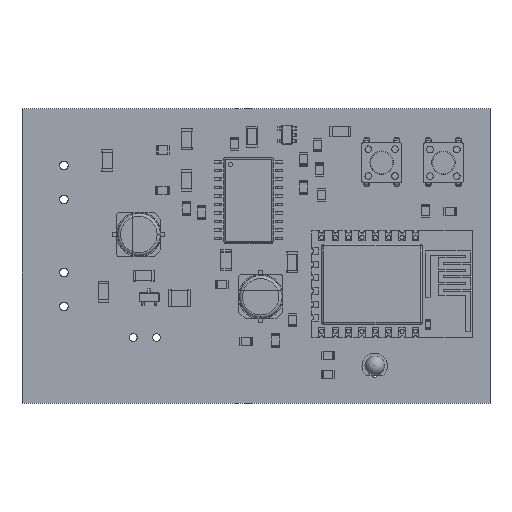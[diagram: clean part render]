
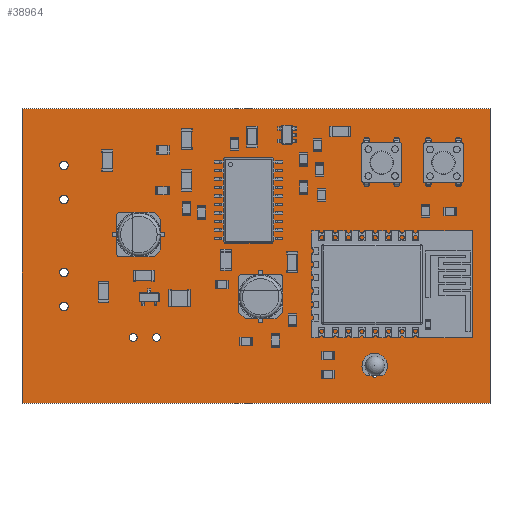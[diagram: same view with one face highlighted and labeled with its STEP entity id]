
A CAD part, top view. The second image highlights one B-rep face of the part: STEP entity #38964.
In plain terms, the highlighted planar face has unit normal (0, 0, 1).
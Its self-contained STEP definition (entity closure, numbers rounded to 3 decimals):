
#38676 = VERTEX_POINT('',#38677);
#38677 = CARTESIAN_POINT('',(210.793,-111.742,1.6));
#38683 = EDGE_CURVE('',#38676,#38684,#38686,.T.);
#38684 = VERTEX_POINT('',#38685);
#38685 = CARTESIAN_POINT('',(140.793,-111.742,1.6));
#38686 = LINE('',#38687,#38688);
#38687 = CARTESIAN_POINT('',(210.793,-111.742,1.6));
#38688 = VECTOR('',#38689,1.);
#38689 = DIRECTION('',(-1.,0.,0.));
#38716 = VERTEX_POINT('',#38717);
#38717 = CARTESIAN_POINT('',(210.793,-67.742,1.6));
#38723 = EDGE_CURVE('',#38716,#38676,#38724,.T.);
#38724 = LINE('',#38725,#38726);
#38725 = CARTESIAN_POINT('',(210.793,-67.742,1.6));
#38726 = VECTOR('',#38727,1.);
#38727 = DIRECTION('',(0.,-1.,0.));
#38745 = EDGE_CURVE('',#38684,#38746,#38748,.T.);
#38746 = VERTEX_POINT('',#38747);
#38747 = CARTESIAN_POINT('',(140.793,-67.742,1.6));
#38748 = LINE('',#38749,#38750);
#38749 = CARTESIAN_POINT('',(140.793,-111.742,1.6));
#38750 = VECTOR('',#38751,1.);
#38751 = DIRECTION('',(0.,1.,0.));
#38964 = ADVANCED_FACE('',(#38965,#38976,#38987,#38998,#39009,#39020,
    #39031,#39042,#39053,#39064,#39075,#39086,#39097,#39108,#39119,
    #39130,#39141),#39152,.T.);
#38965 = FACE_BOUND('',#38966,.T.);
#38966 = EDGE_LOOP('',(#38967,#38968,#38969,#38975));
#38967 = ORIENTED_EDGE('',*,*,#38683,.F.);
#38968 = ORIENTED_EDGE('',*,*,#38723,.F.);
#38969 = ORIENTED_EDGE('',*,*,#38970,.F.);
#38970 = EDGE_CURVE('',#38746,#38716,#38971,.T.);
#38971 = LINE('',#38972,#38973);
#38972 = CARTESIAN_POINT('',(140.793,-67.742,1.6));
#38973 = VECTOR('',#38974,1.);
#38974 = DIRECTION('',(1.,0.,0.));
#38975 = ORIENTED_EDGE('',*,*,#38745,.F.);
#38976 = FACE_BOUND('',#38977,.T.);
#38977 = EDGE_LOOP('',(#38978));
#38978 = ORIENTED_EDGE('',*,*,#38979,.T.);
#38979 = EDGE_CURVE('',#38980,#38980,#38982,.T.);
#38980 = VERTEX_POINT('',#38981);
#38981 = CARTESIAN_POINT('',(157.409,-102.53,1.6));
#38982 = CIRCLE('',#38983,0.6);
#38983 = AXIS2_PLACEMENT_3D('',#38984,#38985,#38986);
#38984 = CARTESIAN_POINT('',(157.409,-101.93,1.6));
#38985 = DIRECTION('',(-0.,0.,-1.));
#38986 = DIRECTION('',(-0.,-1.,0.));
#38987 = FACE_BOUND('',#38988,.T.);
#38988 = EDGE_LOOP('',(#38989));
#38989 = ORIENTED_EDGE('',*,*,#38990,.T.);
#38990 = EDGE_CURVE('',#38991,#38991,#38993,.T.);
#38991 = VERTEX_POINT('',#38992);
#38992 = CARTESIAN_POINT('',(160.909,-102.53,1.6));
#38993 = CIRCLE('',#38994,0.6);
#38994 = AXIS2_PLACEMENT_3D('',#38995,#38996,#38997);
#38995 = CARTESIAN_POINT('',(160.909,-101.93,1.6));
#38996 = DIRECTION('',(-0.,0.,-1.));
#38997 = DIRECTION('',(-0.,-1.,0.));
#38998 = FACE_BOUND('',#38999,.T.);
#38999 = EDGE_LOOP('',(#39000));
#39000 = ORIENTED_EDGE('',*,*,#39001,.T.);
#39001 = EDGE_CURVE('',#39002,#39002,#39004,.T.);
#39002 = VERTEX_POINT('',#39003);
#39003 = CARTESIAN_POINT('',(147.061,-97.927,1.6));
#39004 = CIRCLE('',#39005,0.65);
#39005 = AXIS2_PLACEMENT_3D('',#39006,#39007,#39008);
#39006 = CARTESIAN_POINT('',(147.061,-97.277,1.6));
#39007 = DIRECTION('',(-0.,0.,-1.));
#39008 = DIRECTION('',(-0.,-1.,0.));
#39009 = FACE_BOUND('',#39010,.T.);
#39010 = EDGE_LOOP('',(#39011));
#39011 = ORIENTED_EDGE('',*,*,#39012,.T.);
#39012 = EDGE_CURVE('',#39013,#39013,#39015,.T.);
#39013 = VERTEX_POINT('',#39014);
#39014 = CARTESIAN_POINT('',(147.061,-92.847,1.6));
#39015 = CIRCLE('',#39016,0.65);
#39016 = AXIS2_PLACEMENT_3D('',#39017,#39018,#39019);
#39017 = CARTESIAN_POINT('',(147.061,-92.197,1.6));
#39018 = DIRECTION('',(-0.,0.,-1.));
#39019 = DIRECTION('',(-0.,-1.,0.));
#39020 = FACE_BOUND('',#39021,.T.);
#39021 = EDGE_LOOP('',(#39022));
#39022 = ORIENTED_EDGE('',*,*,#39023,.T.);
#39023 = EDGE_CURVE('',#39024,#39024,#39026,.T.);
#39024 = VERTEX_POINT('',#39025);
#39025 = CARTESIAN_POINT('',(193.543,-107.887,1.6));
#39026 = CIRCLE('',#39027,0.45);
#39027 = AXIS2_PLACEMENT_3D('',#39028,#39029,#39030);
#39028 = CARTESIAN_POINT('',(193.543,-107.437,1.6));
#39029 = DIRECTION('',(-0.,0.,-1.));
#39030 = DIRECTION('',(0.,-1.,0.));
#39031 = FACE_BOUND('',#39032,.T.);
#39032 = EDGE_LOOP('',(#39033));
#39033 = ORIENTED_EDGE('',*,*,#39034,.T.);
#39034 = EDGE_CURVE('',#39035,#39035,#39037,.T.);
#39035 = VERTEX_POINT('',#39036);
#39036 = CARTESIAN_POINT('',(193.543,-105.347,1.6));
#39037 = CIRCLE('',#39038,0.45);
#39038 = AXIS2_PLACEMENT_3D('',#39039,#39040,#39041);
#39039 = CARTESIAN_POINT('',(193.543,-104.897,1.6));
#39040 = DIRECTION('',(-0.,0.,-1.));
#39041 = DIRECTION('',(0.,-1.,0.));
#39042 = FACE_BOUND('',#39043,.T.);
#39043 = EDGE_LOOP('',(#39044));
#39044 = ORIENTED_EDGE('',*,*,#39045,.T.);
#39045 = EDGE_CURVE('',#39046,#39046,#39048,.T.);
#39046 = VERTEX_POINT('',#39047);
#39047 = CARTESIAN_POINT('',(147.061,-81.925,1.6));
#39048 = CIRCLE('',#39049,0.65);
#39049 = AXIS2_PLACEMENT_3D('',#39050,#39051,#39052);
#39050 = CARTESIAN_POINT('',(147.061,-81.275,1.6));
#39051 = DIRECTION('',(-0.,0.,-1.));
#39052 = DIRECTION('',(-0.,-1.,0.));
#39053 = FACE_BOUND('',#39054,.T.);
#39054 = EDGE_LOOP('',(#39055));
#39055 = ORIENTED_EDGE('',*,*,#39056,.T.);
#39056 = EDGE_CURVE('',#39057,#39057,#39059,.T.);
#39057 = VERTEX_POINT('',#39058);
#39058 = CARTESIAN_POINT('',(147.061,-76.845,1.6));
#39059 = CIRCLE('',#39060,0.65);
#39060 = AXIS2_PLACEMENT_3D('',#39061,#39062,#39063);
#39061 = CARTESIAN_POINT('',(147.061,-76.195,1.6));
#39062 = DIRECTION('',(-0.,0.,-1.));
#39063 = DIRECTION('',(-0.,-1.,0.));
#39064 = FACE_BOUND('',#39065,.T.);
#39065 = EDGE_LOOP('',(#39066));
#39066 = ORIENTED_EDGE('',*,*,#39067,.T.);
#39067 = EDGE_CURVE('',#39068,#39068,#39070,.T.);
#39068 = VERTEX_POINT('',#39069);
#39069 = CARTESIAN_POINT('',(192.345,-79.387,1.6));
#39070 = CIRCLE('',#39071,0.45);
#39071 = AXIS2_PLACEMENT_3D('',#39072,#39073,#39074);
#39072 = CARTESIAN_POINT('',(192.345,-78.937,1.6));
#39073 = DIRECTION('',(-0.,0.,-1.));
#39074 = DIRECTION('',(0.,-1.,-0.));
#39075 = FACE_BOUND('',#39076,.T.);
#39076 = EDGE_LOOP('',(#39077));
#39077 = ORIENTED_EDGE('',*,*,#39078,.T.);
#39078 = EDGE_CURVE('',#39079,#39079,#39081,.T.);
#39079 = VERTEX_POINT('',#39080);
#39080 = CARTESIAN_POINT('',(196.845,-79.387,1.6));
#39081 = CIRCLE('',#39082,0.45);
#39082 = AXIS2_PLACEMENT_3D('',#39083,#39084,#39085);
#39083 = CARTESIAN_POINT('',(196.845,-78.937,1.6));
#39084 = DIRECTION('',(-0.,0.,-1.));
#39085 = DIRECTION('',(0.,-1.,-0.));
#39086 = FACE_BOUND('',#39087,.T.);
#39087 = EDGE_LOOP('',(#39088));
#39088 = ORIENTED_EDGE('',*,*,#39089,.T.);
#39089 = EDGE_CURVE('',#39090,#39090,#39092,.T.);
#39090 = VERTEX_POINT('',#39091);
#39091 = CARTESIAN_POINT('',(201.574,-79.416,1.6));
#39092 = CIRCLE('',#39093,0.45);
#39093 = AXIS2_PLACEMENT_3D('',#39094,#39095,#39096);
#39094 = CARTESIAN_POINT('',(201.574,-78.966,1.6));
#39095 = DIRECTION('',(-0.,0.,-1.));
#39096 = DIRECTION('',(0.,-1.,0.));
#39097 = FACE_BOUND('',#39098,.T.);
#39098 = EDGE_LOOP('',(#39099));
#39099 = ORIENTED_EDGE('',*,*,#39100,.T.);
#39100 = EDGE_CURVE('',#39101,#39101,#39103,.T.);
#39101 = VERTEX_POINT('',#39102);
#39102 = CARTESIAN_POINT('',(206.074,-79.416,1.6));
#39103 = CIRCLE('',#39104,0.45);
#39104 = AXIS2_PLACEMENT_3D('',#39105,#39106,#39107);
#39105 = CARTESIAN_POINT('',(206.074,-78.966,1.6));
#39106 = DIRECTION('',(-0.,0.,-1.));
#39107 = DIRECTION('',(0.,-1.,0.));
#39108 = FACE_BOUND('',#39109,.T.);
#39109 = EDGE_LOOP('',(#39110));
#39110 = ORIENTED_EDGE('',*,*,#39111,.T.);
#39111 = EDGE_CURVE('',#39112,#39112,#39114,.T.);
#39112 = VERTEX_POINT('',#39113);
#39113 = CARTESIAN_POINT('',(192.345,-72.887,1.6));
#39114 = CIRCLE('',#39115,0.45);
#39115 = AXIS2_PLACEMENT_3D('',#39116,#39117,#39118);
#39116 = CARTESIAN_POINT('',(192.345,-72.437,1.6));
#39117 = DIRECTION('',(-0.,0.,-1.));
#39118 = DIRECTION('',(0.,-1.,-0.));
#39119 = FACE_BOUND('',#39120,.T.);
#39120 = EDGE_LOOP('',(#39121));
#39121 = ORIENTED_EDGE('',*,*,#39122,.T.);
#39122 = EDGE_CURVE('',#39123,#39123,#39125,.T.);
#39123 = VERTEX_POINT('',#39124);
#39124 = CARTESIAN_POINT('',(196.845,-72.887,1.6));
#39125 = CIRCLE('',#39126,0.45);
#39126 = AXIS2_PLACEMENT_3D('',#39127,#39128,#39129);
#39127 = CARTESIAN_POINT('',(196.845,-72.437,1.6));
#39128 = DIRECTION('',(-0.,0.,-1.));
#39129 = DIRECTION('',(0.,-1.,-0.));
#39130 = FACE_BOUND('',#39131,.T.);
#39131 = EDGE_LOOP('',(#39132));
#39132 = ORIENTED_EDGE('',*,*,#39133,.T.);
#39133 = EDGE_CURVE('',#39134,#39134,#39136,.T.);
#39134 = VERTEX_POINT('',#39135);
#39135 = CARTESIAN_POINT('',(201.574,-72.916,1.6));
#39136 = CIRCLE('',#39137,0.45);
#39137 = AXIS2_PLACEMENT_3D('',#39138,#39139,#39140);
#39138 = CARTESIAN_POINT('',(201.574,-72.466,1.6));
#39139 = DIRECTION('',(-0.,0.,-1.));
#39140 = DIRECTION('',(0.,-1.,0.));
#39141 = FACE_BOUND('',#39142,.T.);
#39142 = EDGE_LOOP('',(#39143));
#39143 = ORIENTED_EDGE('',*,*,#39144,.T.);
#39144 = EDGE_CURVE('',#39145,#39145,#39147,.T.);
#39145 = VERTEX_POINT('',#39146);
#39146 = CARTESIAN_POINT('',(206.074,-72.916,1.6));
#39147 = CIRCLE('',#39148,0.45);
#39148 = AXIS2_PLACEMENT_3D('',#39149,#39150,#39151);
#39149 = CARTESIAN_POINT('',(206.074,-72.466,1.6));
#39150 = DIRECTION('',(-0.,0.,-1.));
#39151 = DIRECTION('',(0.,-1.,0.));
#39152 = PLANE('',#39153);
#39153 = AXIS2_PLACEMENT_3D('',#39154,#39155,#39156);
#39154 = CARTESIAN_POINT('',(0.,0.,1.6));
#39155 = DIRECTION('',(0.,0.,1.));
#39156 = DIRECTION('',(1.,0.,-0.));
